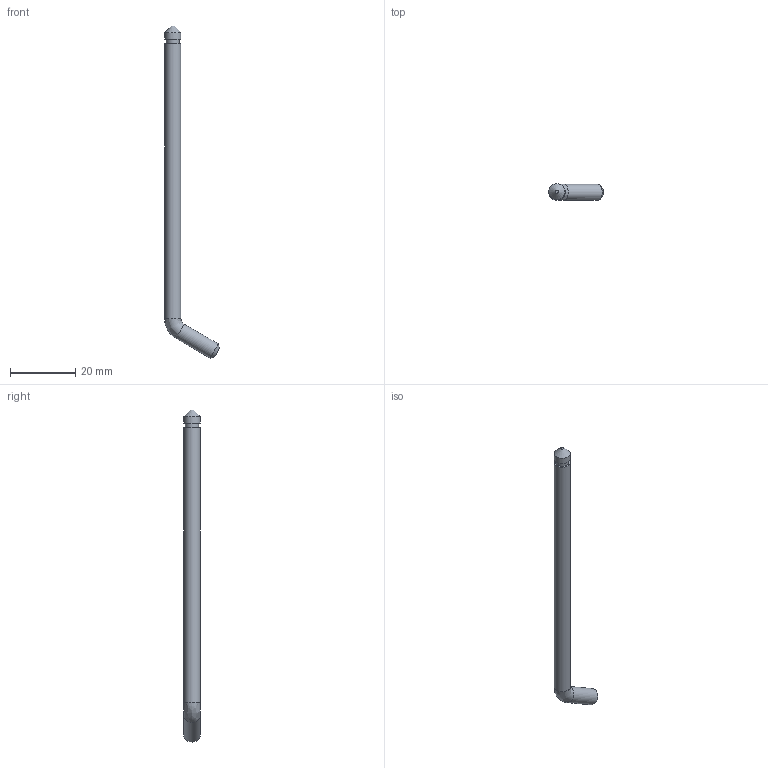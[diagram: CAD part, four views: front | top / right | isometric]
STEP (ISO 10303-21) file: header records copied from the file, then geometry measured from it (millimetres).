
FILE_DESCRIPTION (( 'STEP AP214' ), '1' );
FILE_NAME ('SCE-101221.STEP', '2021-01-13T12:33:45', ( '' ), ( '' ), 'SwSTEP 2.0', 'SolidWorks 2019', '' );
FILE_SCHEMA (( 'AUTOMOTIVE_DESIGN' ));
Length unit declared in the file: inch
Products named in the file (1): SCE-101221
Bounding box: 16.76 x 5 x 101.66 mm (x, y, z)
Volume: 2066.6 mm3; surface area: 1700.6 mm2
Topology: 1 solids, 1 shells, 11 faces, 20 edges, 13 vertices
Faces by surface type: cylinder 4, plane 4, cone 2, bspline 1
Full cylindrical faces by diameter (mm): 4 x1, 5 x3
Entity records: 420 total; most frequent: CARTESIAN_POINT 59, DIRECTION 42, AXIS2_PLACEMENT_3D 21, EDGE_LOOP 20, ORIENTED_EDGE 20, FACE_OUTER_BOUND 16, UNCERTAINTY_MEASURE_WITH_UNIT 14, DIMENSIONAL_EXPONENTS 14
